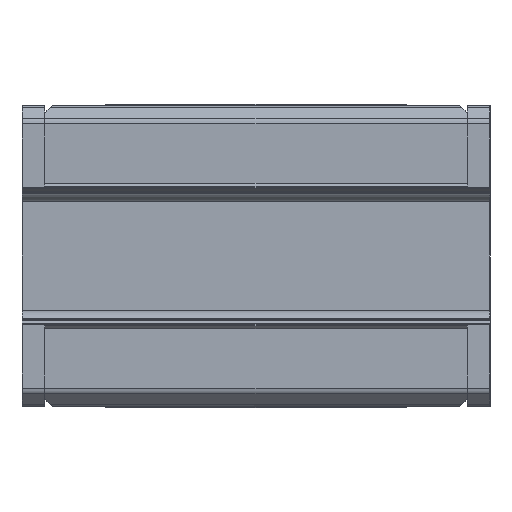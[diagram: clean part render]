
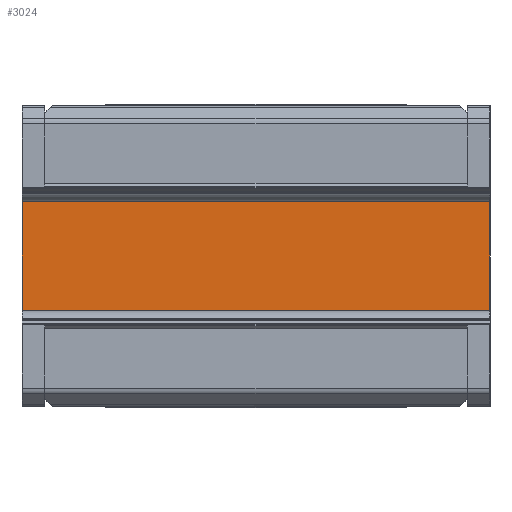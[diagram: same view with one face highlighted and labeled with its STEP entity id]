
A CAD part, front view. The second image highlights one B-rep face of the part: STEP entity #3024.
In plain terms, the highlighted planar face has unit normal (0, -1, 0).
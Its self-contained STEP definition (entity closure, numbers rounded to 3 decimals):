
#2 = EDGE_CURVE ( 'NONE', #1118, #2773, #2690, .T. ) ;
#10 = VERTEX_POINT ( 'NONE', #4033 ) ;
#212 = CARTESIAN_POINT ( 'NONE',  ( 15.4, 4., -3.9 ) ) ;
#300 = CARTESIAN_POINT ( 'NONE',  ( -15.4, 4., 3.9 ) ) ;
#347 = DIRECTION ( 'NONE',  ( -1., 0., 0. ) ) ;
#400 = DIRECTION ( 'NONE',  ( 0., 0., -1. ) ) ;
#786 = DIRECTION ( 'NONE',  ( 0., -1., 0. ) ) ;
#826 = EDGE_CURVE ( 'NONE', #2773, #10, #4366, .T. ) ;
#899 = ORIENTED_EDGE ( 'NONE', *, *, #2716, .T. ) ;
#985 = LINE ( 'NONE', #4142, #4384 ) ;
#1111 = CARTESIAN_POINT ( 'NONE',  ( 15.4, 4., -3.9 ) ) ;
#1118 = VERTEX_POINT ( 'NONE', #3178 ) ;
#1250 = CARTESIAN_POINT ( 'NONE',  ( 15.4, 4., -3.9 ) ) ;
#1731 = AXIS2_PLACEMENT_3D ( 'NONE', #3710, #786, #2615 ) ;
#1847 = FACE_OUTER_BOUND ( 'NONE', #3748, .T. ) ;
#2092 = LINE ( 'NONE', #3489, #3484 ) ;
#2396 = ORIENTED_EDGE ( 'NONE', *, *, #2, .T. ) ;
#2612 = VERTEX_POINT ( 'NONE', #300 ) ;
#2615 = DIRECTION ( 'NONE',  ( 0., 0., -1. ) ) ;
#2654 = VECTOR ( 'NONE', #3328, 1000. ) ;
#2690 = LINE ( 'NONE', #1250, #3609 ) ;
#2716 = EDGE_CURVE ( 'NONE', #2612, #1118, #2092, .T. ) ;
#2773 = VERTEX_POINT ( 'NONE', #1111 ) ;
#2892 = ORIENTED_EDGE ( 'NONE', *, *, #3700, .T. ) ;
#3024 = ADVANCED_FACE ( 'NONE', ( #1847 ), #4050, .T. ) ;
#3178 = CARTESIAN_POINT ( 'NONE',  ( -15.4, 4., -3.9 ) ) ;
#3328 = DIRECTION ( 'NONE',  ( 0., 0., 1. ) ) ;
#3484 = VECTOR ( 'NONE', #400, 1000. ) ;
#3489 = CARTESIAN_POINT ( 'NONE',  ( -15.4, 4., -3.9 ) ) ;
#3532 = ORIENTED_EDGE ( 'NONE', *, *, #826, .T. ) ;
#3609 = VECTOR ( 'NONE', #3735, 1000. ) ;
#3700 = EDGE_CURVE ( 'NONE', #10, #2612, #985, .T. ) ;
#3710 = CARTESIAN_POINT ( 'NONE',  ( 15.4, 4., -3.9 ) ) ;
#3735 = DIRECTION ( 'NONE',  ( 1., 0., 0. ) ) ;
#3748 = EDGE_LOOP ( 'NONE', ( #3532, #2892, #899, #2396 ) ) ;
#4033 = CARTESIAN_POINT ( 'NONE',  ( 15.4, 4., 3.9 ) ) ;
#4050 = PLANE ( 'NONE',  #1731 ) ;
#4142 = CARTESIAN_POINT ( 'NONE',  ( 15.4, 4., 3.9 ) ) ;
#4366 = LINE ( 'NONE', #212, #2654 ) ;
#4384 = VECTOR ( 'NONE', #347, 1000. ) ;
